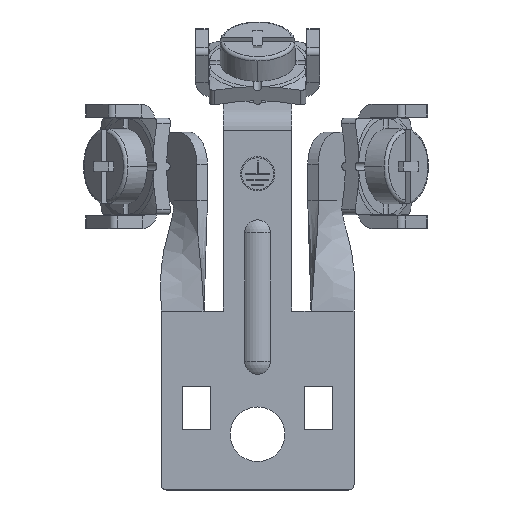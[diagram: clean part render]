
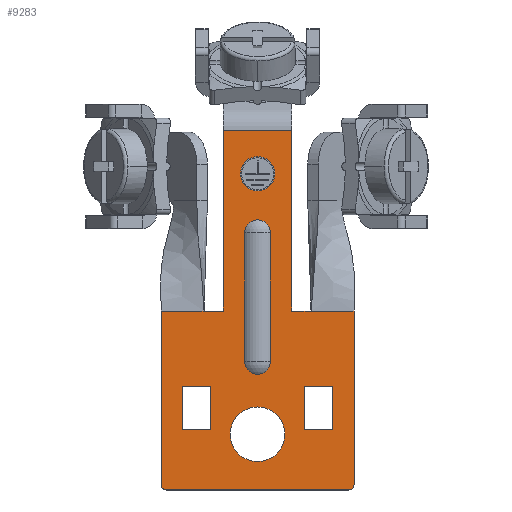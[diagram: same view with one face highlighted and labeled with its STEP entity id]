
A CAD part, top view. The second image highlights one B-rep face of the part: STEP entity #9283.
In plain terms, the highlighted planar face has unit normal (0, 0, 1).
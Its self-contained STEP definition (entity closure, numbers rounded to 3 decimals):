
#470=CARTESIAN_POINT('',(-8.5,-19.5,1.2));
#471=DIRECTION('',(0.,0.,-1.));
#472=DIRECTION('',(0.,-1.,0.));
#473=AXIS2_PLACEMENT_3D('',#470,#471,#472);
#475=DIRECTION('',(0.,1.,0.));
#476=VECTOR('',#475,16.2);
#477=CARTESIAN_POINT('',(-9.,-19.5,1.2));
#478=LINE('',#477,#476);
#479=DIRECTION('',(1.,0.,0.));
#480=VECTOR('',#479,1.794);
#481=CARTESIAN_POINT('',(-4.994,-3.3,1.2));
#482=LINE('',#481,#480);
#483=DIRECTION('',(0.,1.,0.));
#484=VECTOR('',#483,16.853);
#485=CARTESIAN_POINT('',(-3.2,-3.3,1.2));
#486=LINE('',#485,#484);
#487=DIRECTION('',(1.,0.,0.));
#488=VECTOR('',#487,6.4);
#489=CARTESIAN_POINT('',(-3.2,13.553,1.2));
#490=LINE('',#489,#488);
#491=CARTESIAN_POINT('',(8.5,-19.5,1.2));
#492=DIRECTION('',(0.,0.,-1.));
#493=DIRECTION('',(1.,0.,0.));
#494=AXIS2_PLACEMENT_3D('',#491,#492,#493);
#496=CARTESIAN_POINT('',(0.,-14.8,1.2));
#497=DIRECTION('',(0.,0.,1.));
#498=DIRECTION('',(-1.,0.,0.));
#499=AXIS2_PLACEMENT_3D('',#496,#497,#498);
#501=CARTESIAN_POINT('',(0.,-14.8,1.2));
#502=DIRECTION('',(0.,0.,1.));
#503=DIRECTION('',(1.,0.,0.));
#504=AXIS2_PLACEMENT_3D('',#501,#502,#503);
#506=CARTESIAN_POINT('',(0.,9.5,1.2));
#507=DIRECTION('',(0.,0.,1.));
#508=DIRECTION('',(1.,0.,0.));
#509=AXIS2_PLACEMENT_3D('',#506,#507,#508);
#511=CARTESIAN_POINT('',(0.,9.5,1.2));
#512=DIRECTION('',(0.,0.,1.));
#513=DIRECTION('',(-1.,0.,0.));
#514=AXIS2_PLACEMENT_3D('',#511,#512,#513);
#516=CARTESIAN_POINT('',(-9.,-3.3,1.2));
#552=CARTESIAN_POINT('',(-4.994,-3.3,1.2));
#553=CARTESIAN_POINT('',(-4.996,-3.3,1.2));
#554=CARTESIAN_POINT('',(-5.665,-3.302,1.2));
#555=CARTESIAN_POINT('',(-7.,-3.299,1.2));
#556=CARTESIAN_POINT('',(-8.333,-3.3,1.2));
#557=CARTESIAN_POINT('',(-9.,-3.3,1.2));
#2517=DIRECTION('',(0.,1.,0.));
#2518=VECTOR('',#2517,16.853);
#2519=CARTESIAN_POINT('',(3.2,-3.3,1.2));
#2520=LINE('',#2519,#2518);
#2529=DIRECTION('',(-1.,0.,0.));
#2530=VECTOR('',#2529,1.794);
#2531=CARTESIAN_POINT('',(4.994,-3.3,1.2));
#2532=LINE('',#2531,#2530);
#2670=DIRECTION('',(-1.,0.,0.));
#2671=VECTOR('',#2670,4.006);
#2672=CARTESIAN_POINT('',(9.,-3.3,1.2));
#2673=LINE('',#2672,#2671);
#4811=DIRECTION('',(0.,1.,0.));
#4812=VECTOR('',#4811,16.2);
#4813=CARTESIAN_POINT('',(9.,-19.5,1.2));
#4814=LINE('',#4813,#4812);
#4831=DIRECTION('',(1.,0.,0.));
#4832=VECTOR('',#4831,17.);
#4833=CARTESIAN_POINT('',(-8.5,-20.,1.2));
#4834=LINE('',#4833,#4832);
#4847=DIRECTION('',(0.,-1.,0.));
#4848=VECTOR('',#4847,4.1);
#4849=CARTESIAN_POINT('',(7.,-10.3,1.2));
#4850=LINE('',#4849,#4848);
#4855=DIRECTION('',(1.,0.,0.));
#4856=VECTOR('',#4855,2.65);
#4857=CARTESIAN_POINT('',(4.35,-10.3,1.2));
#4858=LINE('',#4857,#4856);
#4867=DIRECTION('',(0.,1.,0.));
#4868=VECTOR('',#4867,4.1);
#4869=CARTESIAN_POINT('',(4.35,-14.4,1.2));
#4870=LINE('',#4869,#4868);
#4883=DIRECTION('',(-1.,0.,0.));
#4884=VECTOR('',#4883,2.65);
#4885=CARTESIAN_POINT('',(7.,-14.4,1.2));
#4886=LINE('',#4885,#4884);
#4895=DIRECTION('',(1.,0.,0.));
#4896=VECTOR('',#4895,2.65);
#4897=CARTESIAN_POINT('',(-7.,-10.3,1.2));
#4898=LINE('',#4897,#4896);
#4903=DIRECTION('',(0.,1.,0.));
#4904=VECTOR('',#4903,4.1);
#4905=CARTESIAN_POINT('',(-7.,-14.4,1.2));
#4906=LINE('',#4905,#4904);
#4915=DIRECTION('',(-1.,0.,0.));
#4916=VECTOR('',#4915,2.65);
#4917=CARTESIAN_POINT('',(-4.35,-14.4,1.2));
#4918=LINE('',#4917,#4916);
#4931=DIRECTION('',(0.,-1.,0.));
#4932=VECTOR('',#4931,4.1);
#4933=CARTESIAN_POINT('',(-4.35,-10.3,1.2));
#4934=LINE('',#4933,#4932);
#5185=CARTESIAN_POINT('',(0.,4.,1.2));
#5186=DIRECTION('',(0.,0.,-1.));
#5187=DIRECTION('',(0.,1.,0.));
#5188=AXIS2_PLACEMENT_3D('',#5185,#5186,#5187);
#5190=CARTESIAN_POINT('',(0.,4.,1.2));
#5191=DIRECTION('',(0.,0.,-1.));
#5192=DIRECTION('',(-1.,0.,0.));
#5193=AXIS2_PLACEMENT_3D('',#5190,#5191,#5192);
#5195=DIRECTION('',(0.,-1.,0.));
#5196=VECTOR('',#5195,12.);
#5197=CARTESIAN_POINT('',(1.204,4.,1.2));
#5198=LINE('',#5197,#5196);
#5199=DIRECTION('',(0.,1.,0.));
#5200=VECTOR('',#5199,12.);
#5201=CARTESIAN_POINT('',(-1.204,-8.,1.2));
#5202=LINE('',#5201,#5200);
#5208=CARTESIAN_POINT('',(0.,-8.,1.2));
#5209=DIRECTION('',(0.,0.,-1.));
#5210=DIRECTION('',(1.,0.,0.));
#5211=AXIS2_PLACEMENT_3D('',#5208,#5209,#5210);
#5213=CARTESIAN_POINT('',(0.,-8.,1.2));
#5214=DIRECTION('',(0.,0.,-1.));
#5215=DIRECTION('',(0.,-1.,0.));
#5216=AXIS2_PLACEMENT_3D('',#5213,#5214,#5215);
#7134=CARTESIAN_POINT('',(-3.2,13.553,1.2));
#7135=VERTEX_POINT('',#7134);
#7138=CARTESIAN_POINT('',(3.2,13.553,1.2));
#7139=VERTEX_POINT('',#7138);
#7174=CARTESIAN_POINT('',(-9.,-19.5,1.2));
#7175=VERTEX_POINT('',#7174);
#7176=CARTESIAN_POINT('',(-8.5,-20.,1.2));
#7177=VERTEX_POINT('',#7176);
#7182=VERTEX_POINT('',#516);
#7225=CARTESIAN_POINT('',(-3.2,-3.3,1.2));
#7226=VERTEX_POINT('',#7225);
#7227=CARTESIAN_POINT('',(-4.994,-3.3,
1.2));
#7228=VERTEX_POINT('',#7227);
#7229=CARTESIAN_POINT('',(3.2,-3.3,1.2));
#7230=VERTEX_POINT('',#7229);
#7231=CARTESIAN_POINT('',(9.,-19.5,1.2));
#7232=CARTESIAN_POINT('',(9.,-3.3,1.2));
#7233=VERTEX_POINT('',#7231);
#7234=VERTEX_POINT('',#7232);
#7235=CARTESIAN_POINT('',(8.5,-20.,1.2));
#7236=VERTEX_POINT('',#7235);
#7237=CARTESIAN_POINT('',(7.,-10.3,1.2));
#7238=CARTESIAN_POINT('',(7.,-14.4,1.2));
#7239=VERTEX_POINT('',#7237);
#7240=VERTEX_POINT('',#7238);
#7241=CARTESIAN_POINT('',(4.35,-10.3,1.2));
#7242=VERTEX_POINT('',#7241);
#7243=CARTESIAN_POINT('',(4.35,-14.4,1.2));
#7244=VERTEX_POINT('',#7243);
#7245=CARTESIAN_POINT('',(-7.,-10.3,1.2));
#7246=CARTESIAN_POINT('',(-4.35,-10.3,1.2));
#7247=VERTEX_POINT('',#7245);
#7248=VERTEX_POINT('',#7246);
#7249=CARTESIAN_POINT('',(-7.,-14.4,1.2));
#7250=VERTEX_POINT('',#7249);
#7251=CARTESIAN_POINT('',(-4.35,-14.4,1.2));
#7252=VERTEX_POINT('',#7251);
#7253=CARTESIAN_POINT('',(-2.55,-14.8,1.2));
#7254=CARTESIAN_POINT('',(2.55,-14.8,1.2));
#7255=VERTEX_POINT('',#7253);
#7256=VERTEX_POINT('',#7254);
#7257=CARTESIAN_POINT('',(1.6,9.5,1.2));
#7258=CARTESIAN_POINT('',(-1.6,9.5,1.2));
#7259=VERTEX_POINT('',#7257);
#7260=VERTEX_POINT('',#7258);
#7337=CARTESIAN_POINT('',(4.994,-3.3,1.2));
#7338=VERTEX_POINT('',#7337);
#7553=CARTESIAN_POINT('',(0.,5.204,1.2));
#7554=CARTESIAN_POINT('',(1.204,4.,1.2));
#7555=VERTEX_POINT('',#7553);
#7556=VERTEX_POINT('',#7554);
#7557=CARTESIAN_POINT('',(-1.204,4.,1.2));
#7558=VERTEX_POINT('',#7557);
#7559=CARTESIAN_POINT('',(1.204,-8.,1.2));
#7560=VERTEX_POINT('',#7559);
#7561=CARTESIAN_POINT('',(-1.204,-8.,1.2));
#7562=VERTEX_POINT('',#7561);
#7563=CARTESIAN_POINT('',(0.,-9.204,1.2));
#7564=VERTEX_POINT('',#7563);
#9211=CARTESIAN_POINT('',(0.,-3.224,1.2));
#9212=DIRECTION('',(0.,0.,1.));
#9213=DIRECTION('',(1.,0.,0.));
#9214=AXIS2_PLACEMENT_3D('',#9211,#9212,#9213);
#9215=PLANE('',#9214);
#9216=ORIENTED_EDGE('',*,*,#8835,.T.);
#9217=ORIENTED_EDGE('',*,*,#8851,.T.);
#9219=ORIENTED_EDGE('',*,*,#9218,.F.);
#9220=ORIENTED_EDGE('',*,*,#9191,.T.);
#9221=ORIENTED_EDGE('',*,*,#9204,.T.);
#9222=ORIENTED_EDGE('',*,*,#8723,.T.);
#9224=ORIENTED_EDGE('',*,*,#9223,.F.);
#9226=ORIENTED_EDGE('',*,*,#9225,.F.);
#9228=ORIENTED_EDGE('',*,*,#9227,.F.);
#9230=ORIENTED_EDGE('',*,*,#9229,.F.);
#9232=ORIENTED_EDGE('',*,*,#9231,.T.);
#9234=ORIENTED_EDGE('',*,*,#9233,.F.);
#9235=EDGE_LOOP('',(#9216,#9217,#9219,#9220,#9221,#9222,#9224,#9226,#9228,#9230,
#9232,#9234));
#9236=FACE_OUTER_BOUND('',#9235,.F.);
#9238=ORIENTED_EDGE('',*,*,#9237,.F.);
#9240=ORIENTED_EDGE('',*,*,#9239,.F.);
#9242=ORIENTED_EDGE('',*,*,#9241,.F.);
#9244=ORIENTED_EDGE('',*,*,#9243,.F.);
#9245=EDGE_LOOP('',(#9238,#9240,#9242,#9244));
#9246=FACE_BOUND('',#9245,.F.);
#9248=ORIENTED_EDGE('',*,*,#9247,.F.);
#9250=ORIENTED_EDGE('',*,*,#9249,.F.);
#9252=ORIENTED_EDGE('',*,*,#9251,.F.);
#9254=ORIENTED_EDGE('',*,*,#9253,.F.);
#9255=EDGE_LOOP('',(#9248,#9250,#9252,#9254));
#9256=FACE_BOUND('',#9255,.F.);
#9258=ORIENTED_EDGE('',*,*,#9257,.T.);
#9260=ORIENTED_EDGE('',*,*,#9259,.T.);
#9261=EDGE_LOOP('',(#9258,#9260));
#9262=FACE_BOUND('',#9261,.F.);
#9264=ORIENTED_EDGE('',*,*,#9263,.T.);
#9266=ORIENTED_EDGE('',*,*,#9265,.T.);
#9267=EDGE_LOOP('',(#9264,#9266));
#9268=FACE_BOUND('',#9267,.F.);
#9270=ORIENTED_EDGE('',*,*,#9269,.F.);
#9272=ORIENTED_EDGE('',*,*,#9271,.F.);
#9274=ORIENTED_EDGE('',*,*,#9273,.F.);
#9276=ORIENTED_EDGE('',*,*,#9275,.F.);
#9278=ORIENTED_EDGE('',*,*,#9277,.F.);
#9280=ORIENTED_EDGE('',*,*,#9279,.F.);
#9281=EDGE_LOOP('',(#9270,#9272,#9274,#9276,#9278,#9280));
#9282=FACE_BOUND('',#9281,.F.);
#9283=ADVANCED_FACE('',(#9236,#9246,#9256,#9262,#9268,#9282),#9215,.T.);
#474=CIRCLE('',#473,0.5);
#495=CIRCLE('',#494,0.5);
#500=CIRCLE('',#499,2.55);
#505=CIRCLE('',#504,2.55);
#510=CIRCLE('',#509,1.6);
#515=CIRCLE('',#514,1.6);
#558=B_SPLINE_CURVE_WITH_KNOTS('',3,(#552,#553,#554,#555,#556,#557),
.UNSPECIFIED.,.F.,.F.,(4,1,1,4),(0.,0.001,0.501,1.),
.UNSPECIFIED.);
#5189=CIRCLE('',#5188,1.204);
#5194=CIRCLE('',#5193,1.204);
#5212=CIRCLE('',#5211,1.204);
#5217=CIRCLE('',#5216,1.204);
#8723=EDGE_CURVE('',#7135,#7139,#490,.T.);
#8835=EDGE_CURVE('',#7177,#7175,#474,.T.);
#8851=EDGE_CURVE('',#7175,#7182,#478,.T.);
#9191=EDGE_CURVE('',#7228,#7226,#482,.T.);
#9204=EDGE_CURVE('',#7226,#7135,#486,.T.);
#9218=EDGE_CURVE('',#7228,#7182,#558,.T.);
#9223=EDGE_CURVE('',#7230,#7139,#2520,.T.);
#9225=EDGE_CURVE('',#7338,#7230,#2532,.T.);
#9227=EDGE_CURVE('',#7234,#7338,#2673,.T.);
#9229=EDGE_CURVE('',#7233,#7234,#4814,.T.);
#9231=EDGE_CURVE('',#7233,#7236,#495,.T.);
#9233=EDGE_CURVE('',#7177,#7236,#4834,.T.);
#9237=EDGE_CURVE('',#7239,#7240,#4850,.T.);
#9239=EDGE_CURVE('',#7242,#7239,#4858,.T.);
#9241=EDGE_CURVE('',#7244,#7242,#4870,.T.);
#9243=EDGE_CURVE('',#7240,#7244,#4886,.T.);
#9247=EDGE_CURVE('',#7247,#7248,#4898,.T.);
#9249=EDGE_CURVE('',#7250,#7247,#4906,.T.);
#9251=EDGE_CURVE('',#7252,#7250,#4918,.T.);
#9253=EDGE_CURVE('',#7248,#7252,#4934,.T.);
#9257=EDGE_CURVE('',#7255,#7256,#500,.T.);
#9259=EDGE_CURVE('',#7256,#7255,#505,.T.);
#9263=EDGE_CURVE('',#7259,#7260,#510,.T.);
#9265=EDGE_CURVE('',#7260,#7259,#515,.T.);
#9269=EDGE_CURVE('',#7555,#7556,#5189,.T.);
#9271=EDGE_CURVE('',#7558,#7555,#5194,.T.);
#9273=EDGE_CURVE('',#7562,#7558,#5202,.T.);
#9275=EDGE_CURVE('',#7564,#7562,#5217,.T.);
#9277=EDGE_CURVE('',#7560,#7564,#5212,.T.);
#9279=EDGE_CURVE('',#7556,#7560,#5198,.T.);
